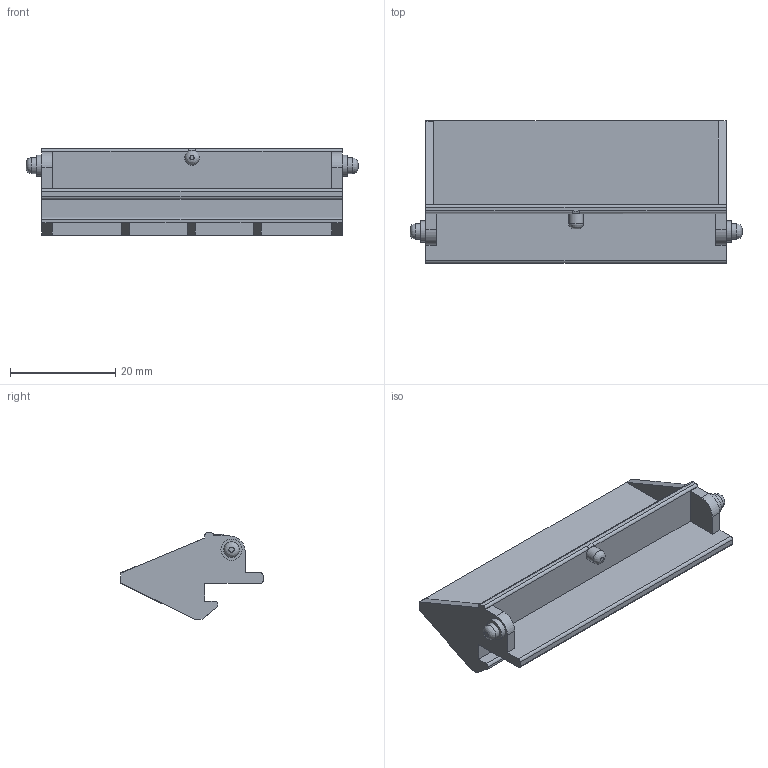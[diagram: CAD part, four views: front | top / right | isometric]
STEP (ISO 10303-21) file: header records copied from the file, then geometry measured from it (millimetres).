
FILE_DESCRIPTION(('FreeCAD Model'),'2;1');
FILE_NAME( 'pieza_aspiradora.step', '2019-06-21T21:01:32',('Author'),(''), 'Open CASCADE STEP processor 7.3','FreeCAD','Unknown');
FILE_SCHEMA(('AUTOMOTIVE_DESIGN { 1 0 10303 214 1 1 1 1 }'));
Length unit declared in the file: millimetre
Products named in the file (1): Fillet014
Bounding box: 62.99 x 27 x 16.4 mm (x, y, z)
Volume: 5204.3 mm3; surface area: 5953.4 mm2
Topology: 1 solids, 1 shells, 76 faces, 201 edges, 131 vertices
Faces by surface type: plane 59, cylinder 13, revolution 3, bspline 1
Full cylindrical faces by diameter (mm): 2.8 x1, 3 x2, 4 x2
Entity records: 2930 total; most frequent: CARTESIAN_POINT 483, ORIENTED_EDGE 402, DIRECTION 379, EDGE_CURVE 201, LINE 166, VECTOR 166, VERTEX_POINT 131, AXIS2_PLACEMENT_3D 105
